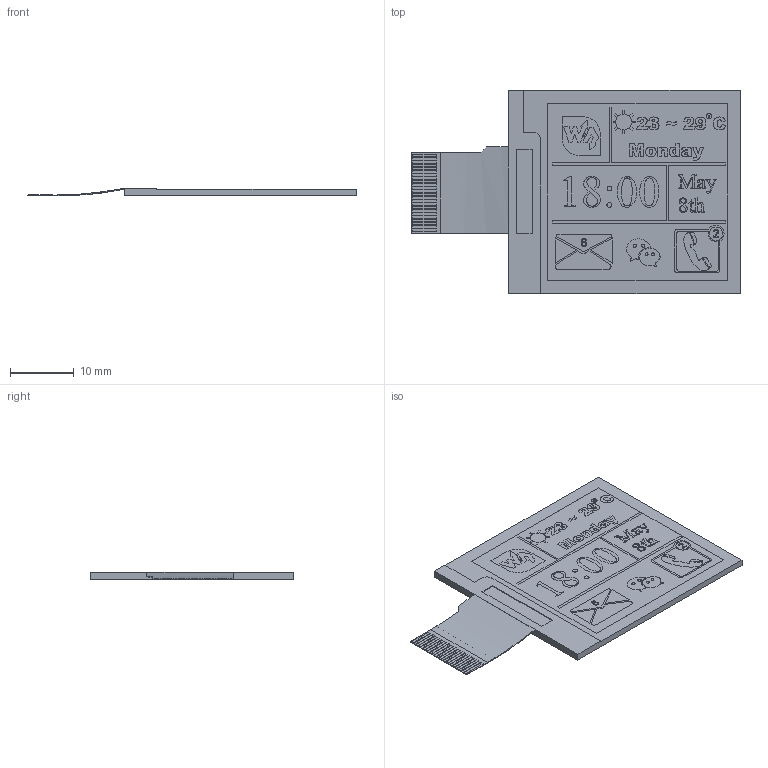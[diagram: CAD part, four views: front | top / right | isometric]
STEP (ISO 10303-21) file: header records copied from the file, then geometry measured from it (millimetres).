
FILE_DESCRIPTION(/* description */ ('Unknown'),/* implementation_level */ '2;1');
FILE_NAME(/* name */ 'Waveshare 1.54 (B) E ink - Display Flat Mount',/* time_stamp */ '2018-11-07T16:17:30-05:00',/* author */ ('Unknown'),/* organization */ ('Unknown'),/* preprocessor_version */ 'ST-DEVELOPER v16.7',/* originating_system */ 'DEX',/* authorisation */ $);
FILE_SCHEMA (('AUTOMOTIVE_DESIGN {1 0 10303 214 3 1 1}'));
Length unit declared in the file: millimetre
Products named in the file (1): Waveshare 1.54 (B) E ink - Display Flat Mount
Bounding box: 51.44 x 31.83 x 1.14 mm (x, y, z)
Volume: 1207.7 mm3; surface area: 3411.4 mm2
Topology: 49 solids, 69 shells, 761 faces, 1781 edges, 1187 vertices
Faces by surface type: plane 610, bspline 121, cylinder 30
Full cylindrical faces by diameter (mm): 0.294 x1, 0.454 x2, 0.508 x2, 0.867 x1, 2.099 x2, 2.475 x1
Entity records: 31015 total; most frequent: CARTESIAN_POINT 11671, ORIENTED_EDGE 3502, DIRECTION 2668, EDGE_CURVE 1751, LINE 1258, VECTOR 1258, VERTEX_POINT 1186, EDGE_LOOP 875
